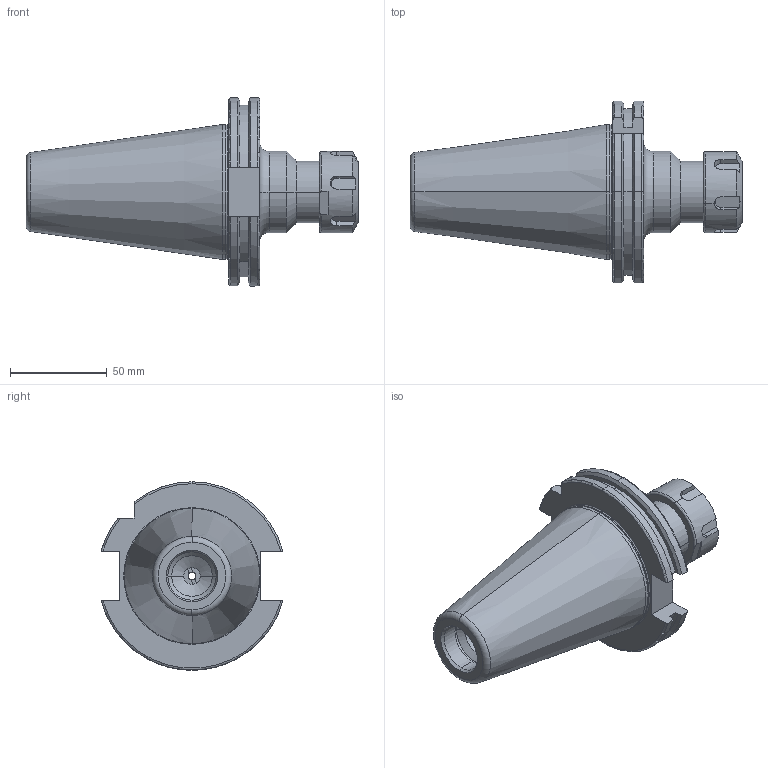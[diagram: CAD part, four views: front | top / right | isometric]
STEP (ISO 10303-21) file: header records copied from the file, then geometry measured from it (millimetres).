
FILE_DESCRIPTION (( 'STEP AP203' ), '1' );
FILE_NAME ('91506-ER125070.STEP', '2022-06-16T05:04:16', ( '' ), ( '' ), 'SwSTEP 2.0', 'SolidWorks 2018', '' );
FILE_SCHEMA (( 'CONFIG_CONTROL_DESIGN' ));
Length unit declared in the file: millimetre
Products named in the file (5): SK50CCHER25070WW; FTNUTER25; FTSCWM18X150; 91506-ER125070
Assembly tree (4 placements, depth 3):
  91506-ER125070
    SK50CCHER25070WW
      SK50CCHER25070WW
      FTNUTER25
      FTSCWM18X150
Bounding box: 171.75 x 94.05 x 97.5 mm (x, y, z)
Volume: 381585.1 mm3; surface area: 56764.7 mm2
Topology: 3 solids, 3 shells, 181 faces, 459 edges, 292 vertices
Faces by surface type: plane 67, cylinder 49, cone 40, torus 25
Entity records: 6384 total; most frequent: CARTESIAN_POINT 1426, DIRECTION 981, ORIENTED_EDGE 918, EDGE_CURVE 459, AXIS2_PLACEMENT_3D 395, VERTEX_POINT 292, CIRCLE 206, EDGE_LOOP 195
